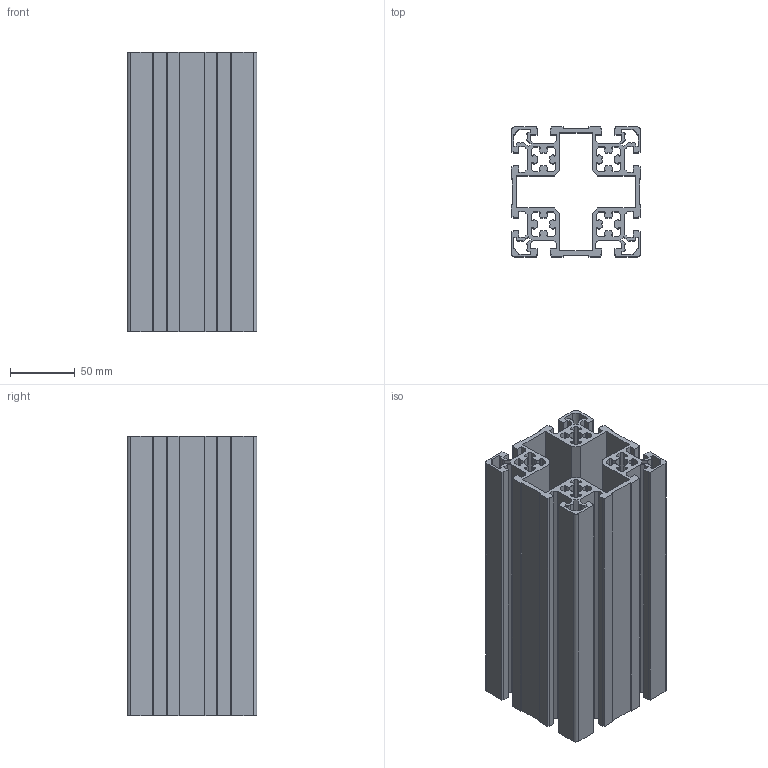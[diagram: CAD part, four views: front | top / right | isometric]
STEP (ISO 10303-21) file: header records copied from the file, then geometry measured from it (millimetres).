
FILE_DESCRIPTION (( 'STEP AP203' ), '1' );
FILE_NAME ('AL-PL-100100 Àëþìèíèåâûé êîíñòðóêöèîííûé ïðîôèëü 100õ100 áåç ïîêðûòèÿ.STEP', '2023-11-10T06:13:11', ( '' ), ( '' ), 'SwSTEP 2.0', 'SolidWorks 2021', '' );
FILE_SCHEMA (( 'CONFIG_CONTROL_DESIGN' ));
Length unit declared in the file: millimetre
Products named in the file (1): AL-PL-100100 Àëþìèíèåâûé êîíñòðóêöèîííûé ïðîôèëü 100õ100 áåç ïîêðûòèÿ
Bounding box: 100 x 100 x 215 mm (x, y, z)
Volume: 642901.8 mm3; surface area: 386253.1 mm2
Topology: 1 solids, 1 shells, 458 faces, 1368 edges, 912 vertices
Faces by surface type: plane 306, cylinder 152
Entity records: 15489 total; most frequent: CARTESIAN_POINT 2739, ORIENTED_EDGE 2736, DIRECTION 2590, EDGE_CURVE 1368, VECTOR 1064, LINE 1064, VERTEX_POINT 912, AXIS2_PLACEMENT_3D 763
